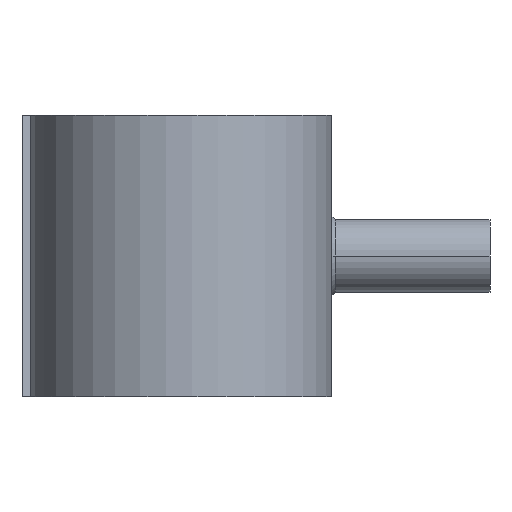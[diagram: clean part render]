
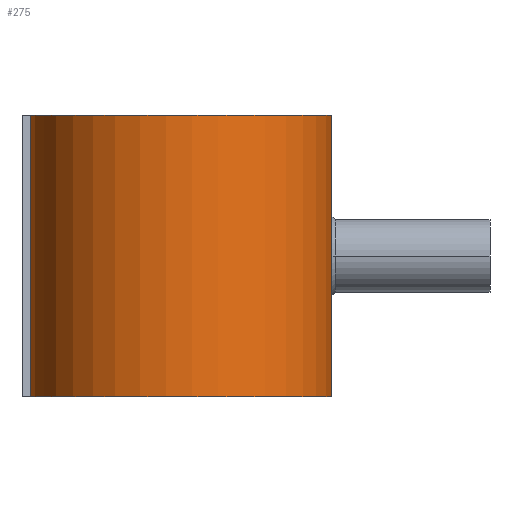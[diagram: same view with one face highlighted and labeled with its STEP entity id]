
A CAD part, front view. The second image highlights one B-rep face of the part: STEP entity #275.
In plain terms, the highlighted cylindrical face has radius 66.767 mm (diameter 133.533 mm), a partial arc.
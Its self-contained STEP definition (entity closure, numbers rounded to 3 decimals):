
#245 = EDGE_CURVE( '', #639, #339, #676, .T. );
#275 = ADVANCED_FACE( '', ( #711 ), #712, .T. );
#311 = VERTEX_POINT( '', #750 );
#319 = EDGE_CURVE( '', #481, #311, #758, .T. );
#339 = VERTEX_POINT( '', #785 );
#481 = VERTEX_POINT( '', #940 );
#567 = EDGE_CURVE( '', #339, #481, #1034, .T. );
#611 = EDGE_CURVE( '', #639, #311, #1083, .T. );
#639 = VERTEX_POINT( '', #1114 );
#676 = LINE( '', #1150, #1151 );
#711 = FACE_OUTER_BOUND( '', #1234, .T. );
#712 = CYLINDRICAL_SURFACE( '', #1235, 66.767 );
#750 = CARTESIAN_POINT( '', ( 66.594, 4.8, 62.5 ) );
#758 = LINE( '', #1295, #1296 );
#785 = CARTESIAN_POINT( '', ( -66.594, -4.8, -62.5 ) );
#940 = CARTESIAN_POINT( '', ( 66.594, 4.8, -62.5 ) );
#1034 = CIRCLE( '', #1939, 66.767 );
#1083 = CIRCLE( '', #2019, 66.767 );
#1114 = CARTESIAN_POINT( '', ( -66.594, -4.8, 62.5 ) );
#1150 = CARTESIAN_POINT( '', ( -66.594, -4.8, 62.5 ) );
#1151 = VECTOR( '', #2130, 1. );
#1234 = EDGE_LOOP( '', ( #2185, #2186, #2187, #2188 ) );
#1235 = AXIS2_PLACEMENT_3D( '', #2189, #2190, #2191 );
#1295 = CARTESIAN_POINT( '', ( 66.594, 4.8, 62.5 ) );
#1296 = VECTOR( '', #2225, 1. );
#1939 = AXIS2_PLACEMENT_3D( '', #2568, #2569, #2570 );
#2019 = AXIS2_PLACEMENT_3D( '', #2616, #2617, #2618 );
#2130 = DIRECTION( '', ( 0., 0., -1. ) );
#2185 = ORIENTED_EDGE( '', *, *, #319, .T. );
#2186 = ORIENTED_EDGE( '', *, *, #611, .F. );
#2187 = ORIENTED_EDGE( '', *, *, #245, .T. );
#2188 = ORIENTED_EDGE( '', *, *, #567, .T. );
#2189 = CARTESIAN_POINT( '', ( 0., 0., 62.5 ) );
#2190 = DIRECTION( '', ( 0., 0., 1. ) );
#2191 = DIRECTION( '', ( -0.997, -0.072, 0. ) );
#2225 = DIRECTION( '', ( 0., 0., 1. ) );
#2568 = CARTESIAN_POINT( '', ( 0., 0., -62.5 ) );
#2569 = DIRECTION( '', ( 0., 0., 1. ) );
#2570 = DIRECTION( '', ( -0.997, -0.072, 0. ) );
#2616 = CARTESIAN_POINT( '', ( 0., 0., 62.5 ) );
#2617 = DIRECTION( '', ( 0., 0., 1. ) );
#2618 = DIRECTION( '', ( -0.997, -0.072, 0. ) );
